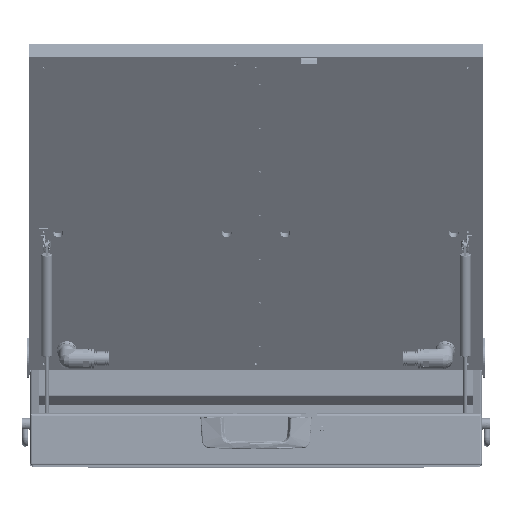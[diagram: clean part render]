
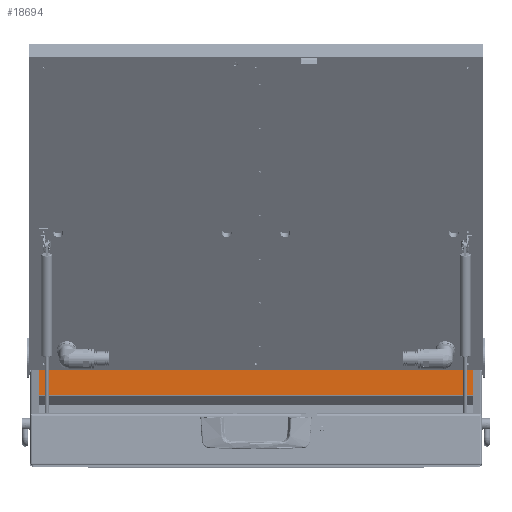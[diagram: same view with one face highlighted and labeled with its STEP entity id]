
A CAD part, top view. The second image highlights one B-rep face of the part: STEP entity #18694.
In plain terms, the highlighted planar face has unit normal (0, 0, 1).
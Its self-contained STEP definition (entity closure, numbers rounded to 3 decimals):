
#2869 = VERTEX_POINT ( 'NONE', #71229 ) ;
#2872 = LINE ( 'NONE', #3344, #34013 ) ;
#3344 = CARTESIAN_POINT ( 'NONE',  ( 323., 138.404, -255. ) ) ;
#3990 = DIRECTION ( 'NONE',  ( 0., -1., 0. ) ) ;
#4610 = AXIS2_PLACEMENT_3D ( 'NONE', #7520, #69475, #35873 ) ;
#5134 = CARTESIAN_POINT ( 'NONE',  ( 323., 102.414, -255. ) ) ;
#7520 = CARTESIAN_POINT ( 'NONE',  ( 323., 138.404, -255. ) ) ;
#8454 = VERTEX_POINT ( 'NONE', #76273 ) ;
#9116 = DIRECTION ( 'NONE',  ( 0., -1., 0. ) ) ;
#10333 = ORIENTED_EDGE ( 'NONE', *, *, #82403, .T. ) ;
#11521 = DIRECTION ( 'NONE',  ( 0., -1., 0. ) ) ;
#14646 = EDGE_CURVE ( 'NONE', #85746, #50084, #71823, .T. ) ;
#14964 = FACE_OUTER_BOUND ( 'NONE', #46918, .T. ) ;
#17669 = ORIENTED_EDGE ( 'NONE', *, *, #14646, .T. ) ;
#18609 = EDGE_CURVE ( 'NONE', #8454, #43097, #21873, .T. ) ;
#18694 = ADVANCED_FACE ( 'NONE', ( #14964 ), #71316, .F. ) ;
#21873 = LINE ( 'NONE', #34963, #47690 ) ;
#27996 = EDGE_CURVE ( 'NONE', #85746, #70102, #2872, .T. ) ;
#28372 = ORIENTED_EDGE ( 'NONE', *, *, #35810, .F. ) ;
#28741 = ORIENTED_EDGE ( 'NONE', *, *, #72613, .T. ) ;
#33394 = DIRECTION ( 'NONE',  ( 0., -1., 0. ) ) ;
#34013 = VECTOR ( 'NONE', #33394, 1000. ) ;
#34963 = CARTESIAN_POINT ( 'NONE',  ( 323., 102.414, -255. ) ) ;
#35810 = EDGE_CURVE ( 'NONE', #70102, #43097, #72916, .T. ) ;
#35873 = DIRECTION ( 'NONE',  ( -1., 0., 0. ) ) ;
#43097 = VERTEX_POINT ( 'NONE', #5134 ) ;
#44765 = DIRECTION ( 'NONE',  ( -1., 0., 0. ) ) ;
#46918 = EDGE_LOOP ( 'NONE', ( #10333, #91233, #28372, #66677, #17669, #28741 ) ) ;
#47690 = VECTOR ( 'NONE', #48482, 1000. ) ;
#48482 = DIRECTION ( 'NONE',  ( 1., 0., 0. ) ) ;
#50084 = VERTEX_POINT ( 'NONE', #92034 ) ;
#50709 = VECTOR ( 'NONE', #3990, 1000. ) ;
#52869 = LINE ( 'NONE', #74310, #50709 ) ;
#58304 = CARTESIAN_POINT ( 'NONE',  ( 323., 138.404, -255. ) ) ;
#61205 = VECTOR ( 'NONE', #11521, 1000. ) ;
#66677 = ORIENTED_EDGE ( 'NONE', *, *, #27996, .F. ) ;
#69475 = DIRECTION ( 'NONE',  ( 0., 0., -1. ) ) ;
#70102 = VERTEX_POINT ( 'NONE', #72699 ) ;
#71229 = CARTESIAN_POINT ( 'NONE',  ( -323., 138.158, -255. ) ) ;
#71316 = PLANE ( 'NONE',  #4610 ) ;
#71823 = LINE ( 'NONE', #58304, #81612 ) ;
#72457 = CARTESIAN_POINT ( 'NONE',  ( 323., 140., -255. ) ) ;
#72613 = EDGE_CURVE ( 'NONE', #50084, #2869, #52869, .T. ) ;
#72699 = CARTESIAN_POINT ( 'NONE',  ( 323., 138.158, -255. ) ) ;
#72916 = LINE ( 'NONE', #72457, #85976 ) ;
#74310 = CARTESIAN_POINT ( 'NONE',  ( -323., 138.404, -255. ) ) ;
#76273 = CARTESIAN_POINT ( 'NONE',  ( -323., 102.414, -255. ) ) ;
#76715 = LINE ( 'NONE', #82799, #61205 ) ;
#81032 = CARTESIAN_POINT ( 'NONE',  ( 323., 138.404, -255. ) ) ;
#81612 = VECTOR ( 'NONE', #44765, 1000. ) ;
#82403 = EDGE_CURVE ( 'NONE', #2869, #8454, #76715, .T. ) ;
#82799 = CARTESIAN_POINT ( 'NONE',  ( -323., 138.404, -255. ) ) ;
#85746 = VERTEX_POINT ( 'NONE', #81032 ) ;
#85976 = VECTOR ( 'NONE', #9116, 1000. ) ;
#91233 = ORIENTED_EDGE ( 'NONE', *, *, #18609, .T. ) ;
#92034 = CARTESIAN_POINT ( 'NONE',  ( -323., 138.404, -255. ) ) ;
